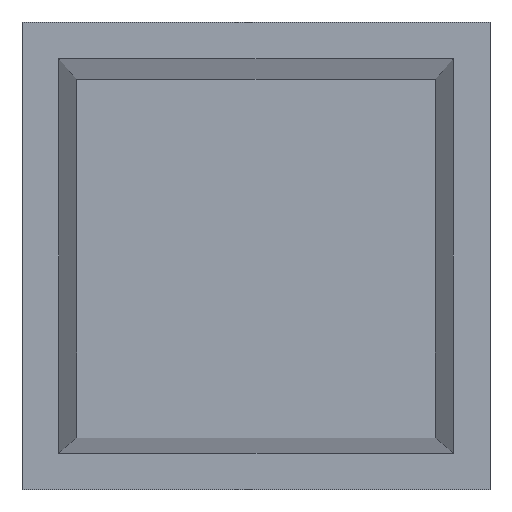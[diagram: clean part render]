
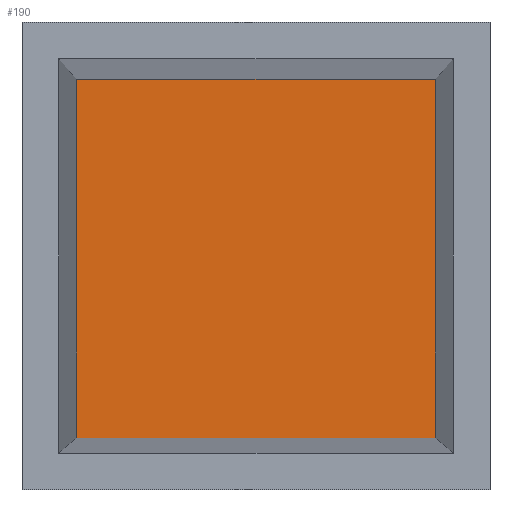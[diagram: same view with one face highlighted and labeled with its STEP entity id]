
A CAD part, top view. The second image highlights one B-rep face of the part: STEP entity #190.
In plain terms, the highlighted planar face has unit normal (0, 0, 1).
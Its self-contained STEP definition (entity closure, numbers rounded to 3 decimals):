
#20=FACE_OUTER_BOUND('',#31,.T.);
#31=EDGE_LOOP('',(#143,#144,#145,#146));
#41=LINE('',#284,#65);
#44=LINE('',#290,#68);
#47=LINE('',#296,#71);
#50=LINE('',#300,#74);
#65=VECTOR('',#234,10.);
#68=VECTOR('',#239,10.);
#71=VECTOR('',#244,10.);
#74=VECTOR('',#249,10.);
#89=VERTEX_POINT('',#281);
#90=VERTEX_POINT('',#283);
#92=VERTEX_POINT('',#289);
#94=VERTEX_POINT('',#295);
#105=EDGE_CURVE('',#90,#89,#41,.F.);
#108=EDGE_CURVE('',#92,#90,#44,.F.);
#111=EDGE_CURVE('',#94,#92,#47,.F.);
#114=EDGE_CURVE('',#89,#94,#50,.F.);
#143=ORIENTED_EDGE('',*,*,#114,.T.);
#144=ORIENTED_EDGE('',*,*,#111,.T.);
#145=ORIENTED_EDGE('',*,*,#108,.T.);
#146=ORIENTED_EDGE('',*,*,#105,.T.);
#179=PLANE('',#221);
#190=ADVANCED_FACE('',(#20),#179,.T.);
#221=AXIS2_PLACEMENT_3D('',#301,#250,#251);
#234=DIRECTION('',(0.,-1.,0.));
#239=DIRECTION('',(-1.,0.,0.));
#244=DIRECTION('',(0.,1.,0.));
#249=DIRECTION('',(1.,0.,0.));
#250=DIRECTION('center_axis',(0.,0.,1.));
#251=DIRECTION('ref_axis',(1.,0.,0.));
#281=CARTESIAN_POINT('',(4.911,4.911,2.));
#283=CARTESIAN_POINT('',(4.911,-4.911,2.));
#284=CARTESIAN_POINT('',(4.911,2.95,2.));
#289=CARTESIAN_POINT('',(-4.911,-4.911,2.));
#290=CARTESIAN_POINT('',(2.95,-4.911,2.));
#295=CARTESIAN_POINT('',(-4.911,4.911,2.));
#296=CARTESIAN_POINT('',(-4.911,-2.95,2.));
#300=CARTESIAN_POINT('',(-2.95,4.911,2.));
#301=CARTESIAN_POINT('Origin',(0.,0.,
2.));
